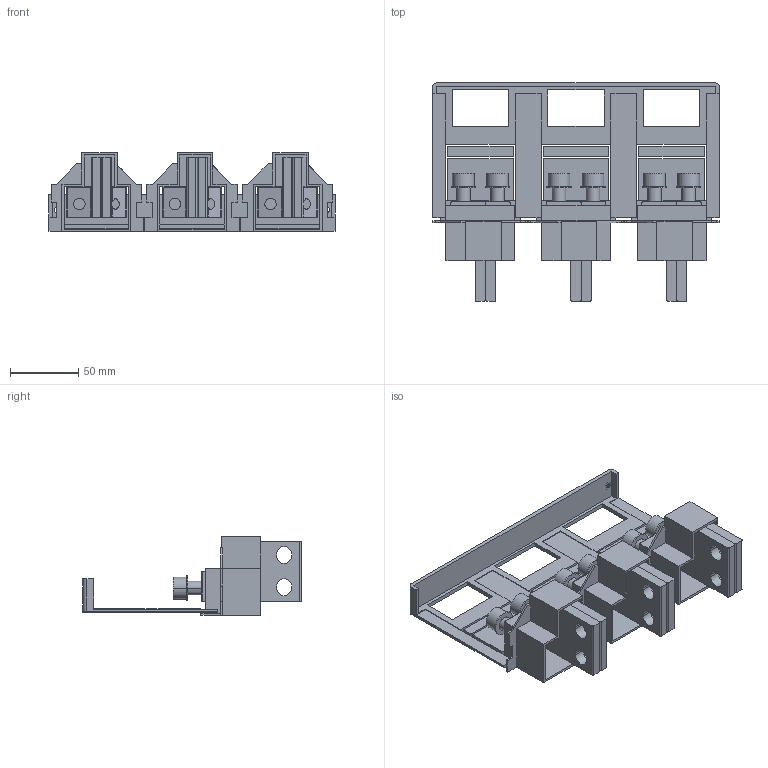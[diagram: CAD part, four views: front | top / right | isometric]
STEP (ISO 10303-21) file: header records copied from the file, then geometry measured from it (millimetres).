
FILE_DESCRIPTION(('CATIA V5 STEP Exchange'),'2;1');
FILE_NAME('1SDH001252R0017_1PA_001_01_E1.2_III_F_TERMINALS_VR_LOWER.stp','2014-03-06T09:25:26+00:00',('none'),('none'),'CATIA Version 5 Release 20 SP 5 (IN-10)','CATIA V5 STEP AP214','none');
FILE_SCHEMA(('AUTOMOTIVE_DESIGN { 1 0 10303 214 1 1 1 1 }'));
Length unit declared in the file: millimetre
Products named in the file (1): 1SDH001252R0017_1PA_001_01_E1.2_III_F_TERMINALS_VR_LOWER
Bounding box: 210 x 160 x 57.75 mm (x, y, z)
Volume: 264744 mm3; surface area: 169703.4 mm2
Topology: 28 solids, 28 shells, 506 faces, 1385 edges, 941 vertices
Faces by surface type: plane 371, cylinder 130, cone 3, torus 2
Entity records: 15559 total; most frequent: CARTESIAN_POINT 2910, ORIENTED_EDGE 2770, DIRECTION 2118, EDGE_CURVE 1385, VECTOR 1104, LINE 1104, VERTEX_POINT 941, AXIS2_PLACEMENT_3D 636
